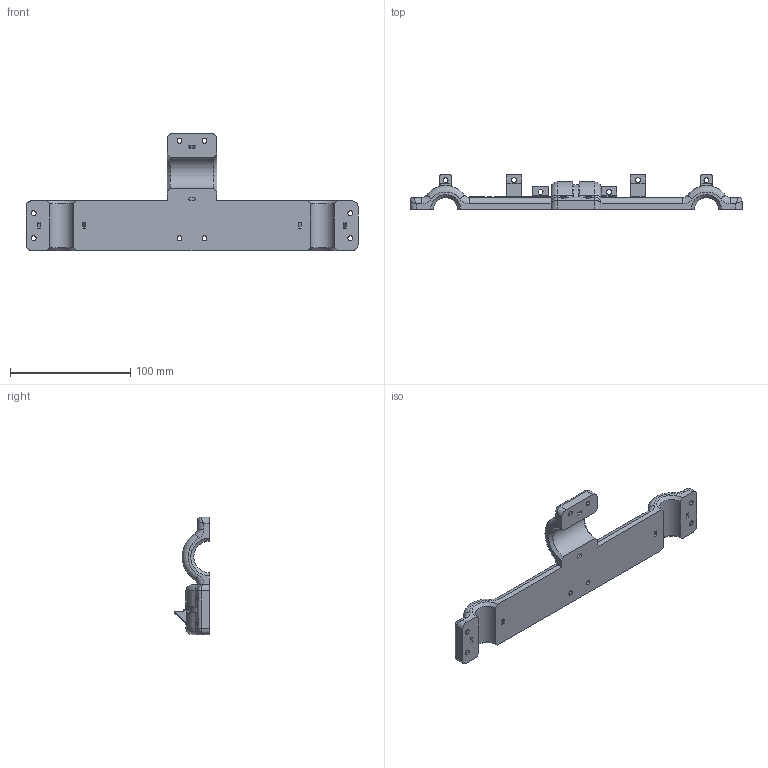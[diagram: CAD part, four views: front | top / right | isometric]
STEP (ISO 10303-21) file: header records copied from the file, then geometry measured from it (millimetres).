
FILE_DESCRIPTION (( 'STEP AP214' ), '1' );
FILE_NAME ('upperRadarMount.STEP', '2023-03-10T17:45:26', ( 'Windows User' ), ( '' ), 'SwSTEP 2.0', 'SolidWorks 2021', '' );
FILE_SCHEMA (( 'AUTOMOTIVE_DESIGN' ));
Length unit declared in the file: millimetre
Products named in the file (1): upperRadarMount
Bounding box: 275.84 x 28.87 x 97.5 mm (x, y, z)
Volume: 137606.2 mm3; surface area: 42214.7 mm2
Topology: 1 solids, 1 shells, 878 faces, 2272 edges, 1403 vertices
Faces by surface type: plane 316, bspline 219, cylinder 218, torus 79, cone 26, sphere 20
Entity records: 35994 total; most frequent: CARTESIAN_POINT 16201, ORIENTED_EDGE 4480, DIRECTION 3532, EDGE_CURVE 2240, VERTEX_POINT 1399, AXIS2_PLACEMENT_3D 1196, LINE 1140, VECTOR 1140
